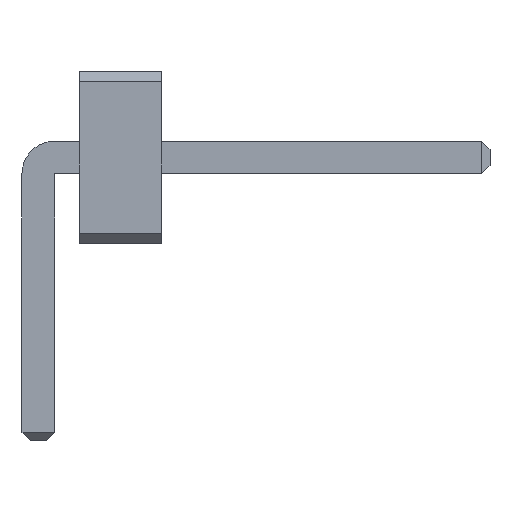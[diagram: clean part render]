
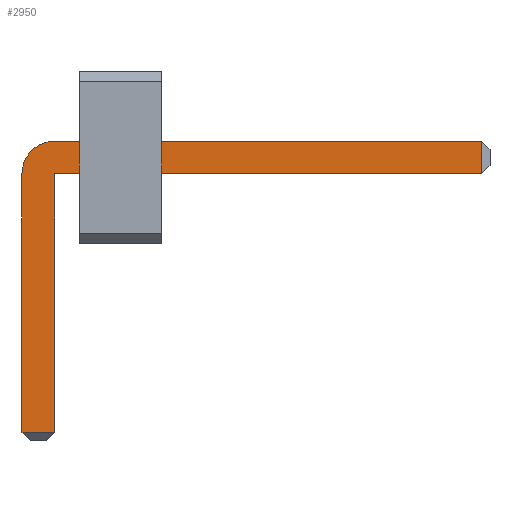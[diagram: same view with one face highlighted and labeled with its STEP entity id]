
A CAD part, front view. The second image highlights one B-rep face of the part: STEP entity #2950.
In plain terms, the highlighted planar face has unit normal (0, -1, 0).
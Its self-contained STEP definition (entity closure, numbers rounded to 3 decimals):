
#13=DIRECTION('',(0.,0.,1.));
#27=VECTOR('',#28,1.);
#28=DIRECTION('',(1.,0.,0.));
#1297=VECTOR('',#13,1.);
#2724=DIRECTION('',(0.,0.,-1.));
#2761=VECTOR('',#2724,1.);
#2768=VECTOR('',#2769,1.);
#2769=DIRECTION('',(-1.,0.,0.));
#2790=DIRECTION('',(-0.,1.,0.));
#2794=DIRECTION('',(0.,1.,0.));
#2795=DIRECTION('',(1.,0.,0.));
#2802=VERTEX_POINT('',#2803);
#2803=CARTESIAN_POINT('',(0.2,-26.87,1.25));
#2805=ORIENTED_EDGE('',*,*,#2806,.T.);
#2806=EDGE_CURVE('',#2802,#2807,#2809,.T.);
#2807=VERTEX_POINT('',#2808);
#2808=CARTESIAN_POINT('',(5.4,-26.87,1.25));
#2809=LINE('',#2810,#27);
#2810=CARTESIAN_POINT('',(-0.2,-26.87,1.25));
#2846=EDGE_CURVE('',#2847,#2802,#2849,.T.);
#2847=VERTEX_POINT('',#2848);
#2848=CARTESIAN_POINT('',(-0.2,-26.87,0.85));
#2849=CIRCLE('',#2850,0.4);
#2850=AXIS2_PLACEMENT_3D('',#2851,#2790,#2724);
#2851=CARTESIAN_POINT('',(0.2,-26.87,0.85));
#2863=VERTEX_POINT('',#2864);
#2864=CARTESIAN_POINT('',(5.4,-26.87,0.85));
#2866=ORIENTED_EDGE('',*,*,#2867,.T.);
#2867=EDGE_CURVE('',#2863,#2868,#2869,.T.);
#2868=VERTEX_POINT('',#2851);
#2869=LINE('',#2870,#2768);
#2870=CARTESIAN_POINT('',(5.5,-26.87,0.85));
#2882=VERTEX_POINT('',#2883);
#2883=CARTESIAN_POINT('',(-0.2,-26.87,-2.3));
#2885=ORIENTED_EDGE('',*,*,#2886,.T.);
#2886=EDGE_CURVE('',#2882,#2847,#2887,.T.);
#2887=LINE('',#2888,#1297);
#2888=CARTESIAN_POINT('',(-0.2,-26.87,-2.4));
#2896=ORIENTED_EDGE('',*,*,#2897,.T.);
#2897=EDGE_CURVE('',#2868,#2898,#2900,.T.);
#2898=VERTEX_POINT('',#2899);
#2899=CARTESIAN_POINT('',(0.2,-26.87,-2.3));
#2900=LINE('',#2851,#2761);
#2950=ADVANCED_FACE('',(#2951),#2960,.F.);
#2951=FACE_BOUND('',#2952,.F.);
#2952=EDGE_LOOP('',(#2805,#2953,#2866,#2896,#2956,#2885,#2959));
#2953=ORIENTED_EDGE('',*,*,#2954,.T.);
#2954=EDGE_CURVE('',#2807,#2863,#2955,.T.);
#2955=LINE('',#2808,#2761);
#2956=ORIENTED_EDGE('',*,*,#2957,.T.);
#2957=EDGE_CURVE('',#2898,#2882,#2958,.T.);
#2958=LINE('',#2899,#2768);
#2959=ORIENTED_EDGE('',*,*,#2846,.T.);
#2960=PLANE('',#2961);
#2961=AXIS2_PLACEMENT_3D('',#2962,#2794,#2795);
#2962=CARTESIAN_POINT('',(1.729,-26.87,0.346));
